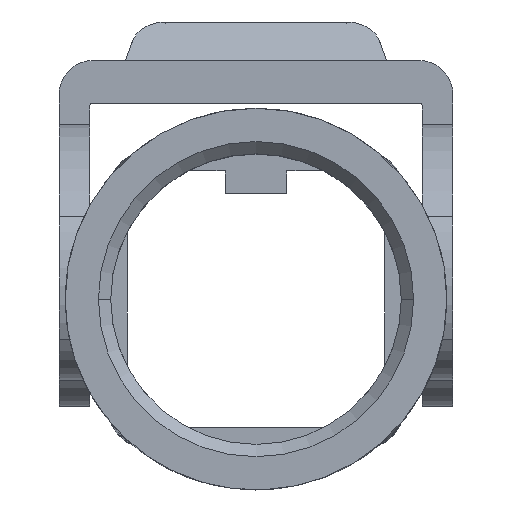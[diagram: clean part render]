
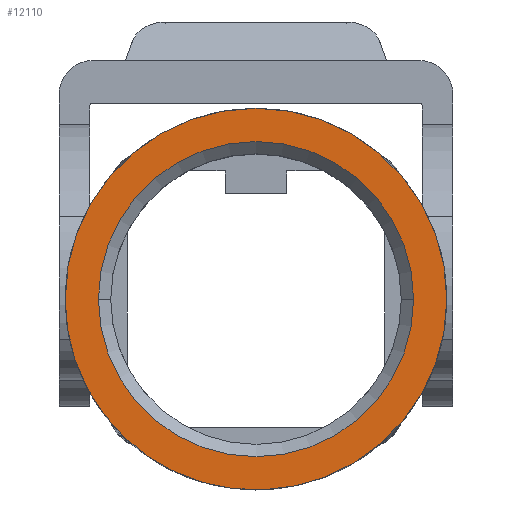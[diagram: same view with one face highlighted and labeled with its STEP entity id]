
A CAD part, top view. The second image highlights one B-rep face of the part: STEP entity #12110.
In plain terms, the highlighted planar face has unit normal (0, 0, 1).
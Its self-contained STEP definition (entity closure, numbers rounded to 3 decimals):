
#590=CARTESIAN_POINT('',(57.966,40.359,57.));
#600=VERTEX_POINT('',#590);
#630=CARTESIAN_POINT('',(42.466,40.359,57.));
#640=DIRECTION('',(0.,0.,1.));
#650=DIRECTION('',(1.,0.,0.));
#660=AXIS2_PLACEMENT_3D('',#630,#640,#650);
#670=CIRCLE('',#660,15.5);
#680=CARTESIAN_POINT('',(26.966,40.359,57.));
#690=VERTEX_POINT('',#680);
#700=EDGE_CURVE('',#600,#690,#670,.T.);
#11820=CARTESIAN_POINT('',(6.264,49.445,57.));
#11830=DIRECTION('',(0.,0.,1.));
#11840=DIRECTION('',(1.,0.,0.));
#11850=AXIS2_PLACEMENT_3D('',#11820,#11830,#11840);
#11860=PLANE('',#11850);
#11870=CARTESIAN_POINT('',(42.466,40.359,57.));
#11880=DIRECTION('',(0.,0.,1.));
#11890=DIRECTION('',(1.,0.,0.));
#11900=AXIS2_PLACEMENT_3D('',#11870,#11880,#11890);
#11910=CIRCLE('',#11900,12.8);
#11920=CARTESIAN_POINT('',(55.266,40.359,57.));
#11930=VERTEX_POINT('',#11920);
#11940=CARTESIAN_POINT('',(29.666,40.359,57.));
#11950=VERTEX_POINT('',#11940);
#11960=EDGE_CURVE('',#11930,#11950,#11910,.T.);
#11970=ORIENTED_EDGE('',*,*,#11960,.F.);
#11980=EDGE_CURVE('',#11950,#11930,#11910,.T.);
#11990=ORIENTED_EDGE('',*,*,#11980,.F.);
#12000=EDGE_LOOP('',(#11990,#11970));
#12010=FACE_BOUND('',#12000,.T.);
#12020=ORIENTED_EDGE('',*,*,#700,.T.);
#12030=CARTESIAN_POINT('',(47.943,25.859,57.));
#12040=VERTEX_POINT('',#12030);
#12050=EDGE_CURVE('',#12040,#600,#670,.T.);
#12060=ORIENTED_EDGE('',*,*,#12050,.T.);
#12070=EDGE_CURVE('',#690,#12040,#670,.T.);
#12080=ORIENTED_EDGE('',*,*,#12070,.T.);
#12090=EDGE_LOOP('',(#12080,#12060,#12020));
#12100=FACE_OUTER_BOUND('',#12090,.T.);
#12110=ADVANCED_FACE('',(#12010,#12100),#11860,.T.);
